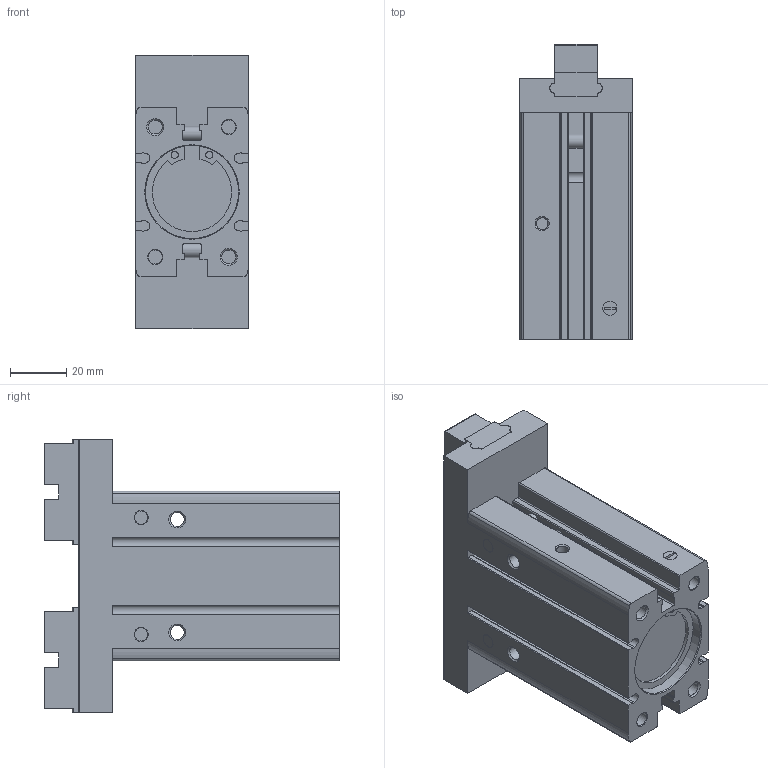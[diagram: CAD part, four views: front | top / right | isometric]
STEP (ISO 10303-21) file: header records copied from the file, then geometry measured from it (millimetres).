
FILE_DESCRIPTION(/* description */ ('STEP AP214'),/* implementation_level */ '2;1');
FILE_NAME(/* name */ '8116889_DHPC-32-A-NO-S-2',/* time_stamp */ '2024-08-19T18:48:32+02:00',/* author */ ('License CC BY-ND 4.0'),/* organization */ ('CADENAS'),/* preprocessor_version */ 'ST-DEVELOPER v19.3',/* originating_system */ 'PARTsolutions',/* authorisation */ ' ');
FILE_SCHEMA (('AUTOMOTIVE_DESIGN {1 0 10303 214 3 1 1}'));
Length unit declared in the file: millimetre
Products named in the file (4): 8116889 DHPC-32-A-NO-S-2---(1high); 8116733 DHPC-32-A-NO-S-2---(highG); 8116264 DHPC-32-A-2---(high); 340115 M5-ADVU
Assembly tree (4 placements, depth 2):
  8116889 DHPC-32-A-NO-S-2---(1high)
    8116733 DHPC-32-A-NO-S-2---(highG)
    8116264 DHPC-32-A-2---(high)  x2
    340115 M5-ADVU
Bounding box: 40 x 104.4 x 97 mm (x, y, z)
Volume: 219142.9 mm3; surface area: 46488.7 mm2
Topology: 4 solids, 4 shells, 459 faces, 1194 edges, 779 vertices
Faces by surface type: plane 237, cylinder 188, cone 30, torus 4
Full cylindrical faces by diameter (mm): 2.5 x3, 3.95 x1, 4.134 x2, 4.917 x10, 5 x11, 7 x4, 8 x4, 33 x1
Entity records: 11709 total; most frequent: CARTESIAN_POINT 2155, DIRECTION 2010, ORIENTED_EDGE 1872, EDGE_CURVE 936, AXIS2_PLACEMENT_3D 731, VERTEX_POINT 652, LINE 548, VECTOR 548
